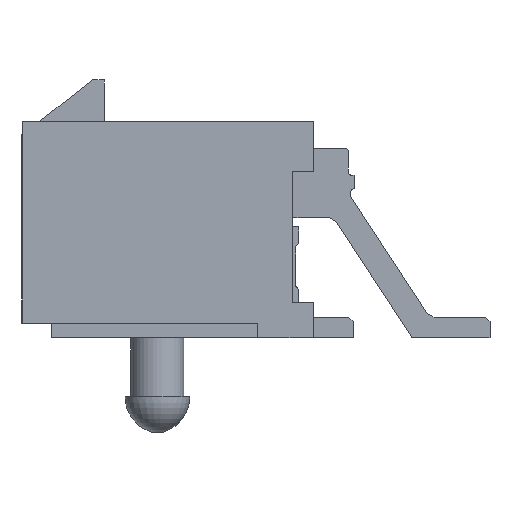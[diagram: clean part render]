
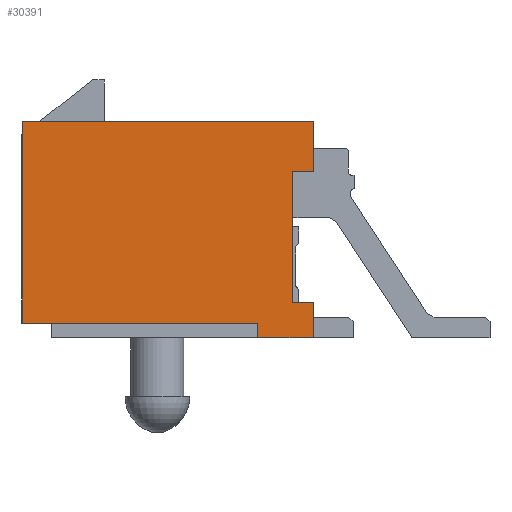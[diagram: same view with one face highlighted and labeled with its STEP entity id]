
A CAD part, left-side view. The second image highlights one B-rep face of the part: STEP entity #30391.
In plain terms, the highlighted planar face has unit normal (-1, 0, 0).
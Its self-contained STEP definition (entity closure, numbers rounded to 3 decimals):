
#2473=ORIENTED_EDGE('',*,*,#8360,.F.);
#2474=ORIENTED_EDGE('',*,*,#8192,.T.);
#2475=ORIENTED_EDGE('',*,*,#8426,.T.);
#2476=ORIENTED_EDGE('',*,*,#8427,.T.);
#2477=ORIENTED_EDGE('',*,*,#8428,.T.);
#2478=ORIENTED_EDGE('',*,*,#8429,.T.);
#2479=ORIENTED_EDGE('',*,*,#8430,.T.);
#2480=ORIENTED_EDGE('',*,*,#8251,.F.);
#2481=ORIENTED_EDGE('',*,*,#8246,.T.);
#2482=ORIENTED_EDGE('',*,*,#8431,.T.);
#8192=EDGE_CURVE('',#11206,#11205,#13408,.T.);
#8246=EDGE_CURVE('',#11244,#11246,#13462,.T.);
#8251=EDGE_CURVE('',#11244,#11249,#13467,.T.);
#8360=EDGE_CURVE('',#11206,#11303,#13569,.T.);
#8426=EDGE_CURVE('',#11205,#11349,#13635,.T.);
#8427=EDGE_CURVE('',#11349,#11350,#13636,.T.);
#8428=EDGE_CURVE('',#11350,#11351,#13637,.T.);
#8429=EDGE_CURVE('',#11351,#11352,#13638,.T.);
#8430=EDGE_CURVE('',#11352,#11249,#13639,.T.);
#8431=EDGE_CURVE('',#11246,#11303,#13640,.T.);
#11205=VERTEX_POINT('',#41286);
#11206=VERTEX_POINT('',#41288);
#11244=VERTEX_POINT('',#41393);
#11246=VERTEX_POINT('',#41397);
#11249=VERTEX_POINT('',#41407);
#11303=VERTEX_POINT('',#41589);
#11349=VERTEX_POINT('',#41727);
#11350=VERTEX_POINT('',#41729);
#11351=VERTEX_POINT('',#41731);
#11352=VERTEX_POINT('',#41733);
#13408=LINE('',#41287,#16383);
#13462=LINE('',#41398,#16437);
#13467=LINE('',#41408,#16442);
#13569=LINE('',#41595,#16544);
#13635=LINE('',#41726,#16610);
#13636=LINE('',#41728,#16611);
#13637=LINE('',#41730,#16612);
#13638=LINE('',#41732,#16613);
#13639=LINE('',#41734,#16614);
#13640=LINE('',#41735,#16615);
#16383=VECTOR('',#34711,1000.);
#16437=VECTOR('',#34797,1000.);
#16442=VECTOR('',#34806,1000.);
#16544=VECTOR('',#34968,1000.);
#16610=VECTOR('',#35076,1000.);
#16611=VECTOR('',#35077,1000.);
#16612=VECTOR('',#35078,1000.);
#16613=VECTOR('',#35079,1000.);
#16614=VECTOR('',#35080,1000.);
#16615=VECTOR('',#35081,1000.);
#18522=EDGE_LOOP('',(#2473,#2474,#2475,#2476,#2477,#2478,#2479,#2480,#2481,
#2482));
#19761=FACE_BOUND('',#18522,.T.);
#20930=PLANE('',#31692);
#30391=ADVANCED_FACE('',(#19761),#20930,.T.);
#31692=AXIS2_PLACEMENT_3D('',#41725,#35074,#35075);
#34711=DIRECTION('',(0.,-1.,0.));
#34797=DIRECTION('',(0.,0.,-1.));
#34806=DIRECTION('',(0.,-1.,0.));
#34968=DIRECTION('',(0.,0.,-1.));
#35074=DIRECTION('',(-1.,0.,0.));
#35075=DIRECTION('',(0.,0.,1.));
#35076=DIRECTION('',(0.,0.,-1.));
#35077=DIRECTION('',(0.,-1.,0.));
#35078=DIRECTION('',(0.,0.,1.));
#35079=DIRECTION('',(0.,1.,0.));
#35080=DIRECTION('',(0.,0.,-1.));
#35081=DIRECTION('',(0.,-1.,0.));
#41286=CARTESIAN_POINT('',(-18.35,-1.73,-4.25));
#41287=CARTESIAN_POINT('',(-18.35,2.73,-4.25));
#41288=CARTESIAN_POINT('',(-18.35,2.73,-4.25));
#41393=CARTESIAN_POINT('',(-18.35,3.93,-3.05));
#41397=CARTESIAN_POINT('',(-18.35,3.93,-4.95));
#41398=CARTESIAN_POINT('',(-18.35,3.93,-3.05));
#41407=CARTESIAN_POINT('',(-18.35,3.43,-3.05));
#41408=CARTESIAN_POINT('',(-18.35,3.93,-3.05));
#41589=CARTESIAN_POINT('',(-18.35,2.73,-4.95));
#41595=CARTESIAN_POINT('',(-18.35,2.73,-3.95));
#41725=CARTESIAN_POINT('',(-18.35,0.,0.));
#41726=CARTESIAN_POINT('',(-18.35,-1.73,-3.95));
#41727=CARTESIAN_POINT('',(-18.35,-1.73,-4.95));
#41728=CARTESIAN_POINT('',(-18.35,3.43,-4.95));
#41729=CARTESIAN_POINT('',(-18.35,-3.43,-4.95));
#41730=CARTESIAN_POINT('',(-18.35,-3.43,-4.95));
#41731=CARTESIAN_POINT('',(-18.35,-3.43,4.95));
#41732=CARTESIAN_POINT('',(-18.35,-3.43,4.95));
#41733=CARTESIAN_POINT('',(-18.35,3.43,4.95));
#41734=CARTESIAN_POINT('',(-18.35,3.43,4.95));
#41735=CARTESIAN_POINT('',(-18.35,3.43,-4.95));
